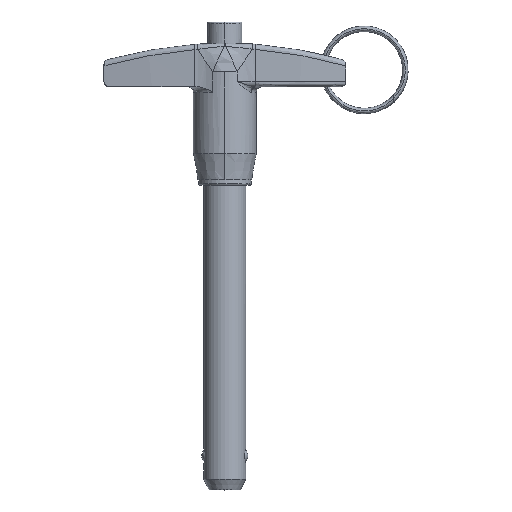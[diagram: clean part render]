
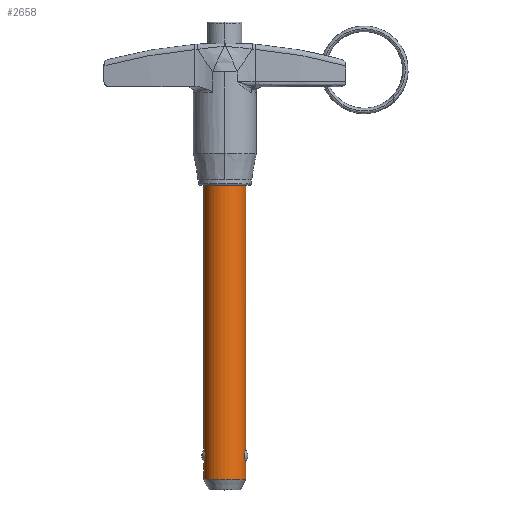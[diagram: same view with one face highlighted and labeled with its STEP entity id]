
A CAD part, top view. The second image highlights one B-rep face of the part: STEP entity #2658.
In plain terms, the highlighted cylindrical face has radius 4 mm (diameter 8 mm), a partial arc.
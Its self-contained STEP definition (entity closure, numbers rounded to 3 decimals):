
#22 = CARTESIAN_POINT ( 'NONE',  ( -61.95, 0., 4. ) ) ;
#170 = CARTESIAN_POINT ( 'NONE',  ( -66.95, 0., 4. ) ) ;
#238 = VERTEX_POINT ( 'NONE', #4087 ) ;
#249 = CARTESIAN_POINT ( 'NONE',  ( -61.797, 0.668, 3.945 ) ) ;
#264 = CARTESIAN_POINT ( 'NONE',  ( -61.75, 0.755, -3.929 ) ) ;
#286 = CARTESIAN_POINT ( 'NONE',  ( -61.91, 0.396, -3.984 ) ) ;
#299 = CARTESIAN_POINT ( 'NONE',  ( -66.95, 0., 4. ) ) ;
#304 = CARTESIAN_POINT ( 'NONE',  ( -58.95, 0., -4. ) ) ;
#306 = CARTESIAN_POINT ( 'NONE',  ( -60.252, 1.5, 3.708 ) ) ;
#332 = VECTOR ( 'NONE', #1642, 1000. ) ;
#337 = B_SPLINE_CURVE_WITH_KNOTS ( 'NONE', 3,
 ( #2598, #1650, #3982, #249, #1257, #3670, #2264, #4270, #4311, #2620, #616, #1277, #3613, #306, #580, #1575, #2657, #4000, #2926, #972, #599, #3633, #1987, #3000 ),
 .UNSPECIFIED., .F., .F.,
 ( 4, 2, 2, 2, 2, 2, 2, 2, 2, 2, 2, 4 ),
 ( 0.005, 0.005, 0.006, 0.006, 0.007, 0.007, 0.007, 0.008, 0.008, 0.009, 0.009, 0.009 ),
 .UNSPECIFIED. ) ;
#344 = EDGE_CURVE ( 'NONE', #372, #238, #3202, .T. ) ;
#355 = VECTOR ( 'NONE', #4072, 1000. ) ;
#372 = VERTEX_POINT ( 'NONE', #3186 ) ;
#411 = AXIS2_PLACEMENT_3D ( 'NONE', #2884, #3212, #2226 ) ;
#551 = LINE ( 'NONE', #299, #332 ) ;
#560 = CARTESIAN_POINT ( 'NONE',  ( -60.35, 1.5, -3.708 ) ) ;
#580 = CARTESIAN_POINT ( 'NONE',  ( -60.053, 1.46, 3.725 ) ) ;
#599 = CARTESIAN_POINT ( 'NONE',  ( -59.103, 0.668, 3.945 ) ) ;
#616 = CARTESIAN_POINT ( 'NONE',  ( -60.842, 1.451, 3.727 ) ) ;
#647 = CARTESIAN_POINT ( 'NONE',  ( -61.95, 0., -4. ) ) ;
#673 = VERTEX_POINT ( 'NONE', #2977 ) ;
#775 = VERTEX_POINT ( 'NONE', #22 ) ;
#793 = CARTESIAN_POINT ( 'NONE',  ( -66.95, 0., 0. ) ) ;
#892 = CARTESIAN_POINT ( 'NONE',  ( -59.141, 0.759, -3.932 ) ) ;
#914 = CARTESIAN_POINT ( 'NONE',  ( -60.548, 1.5, -3.708 ) ) ;
#935 = CARTESIAN_POINT ( 'NONE',  ( -61.118, 1.346, -3.767 ) ) ;
#955 = CARTESIAN_POINT ( 'NONE',  ( -58.95, 0., -4. ) ) ;
#972 = CARTESIAN_POINT ( 'NONE',  ( -59.149, 0.754, 3.929 ) ) ;
#1080 = ORIENTED_EDGE ( 'NONE', *, *, #3015, .T. ) ;
#1118 = VECTOR ( 'NONE', #1121, 1000. ) ;
#1121 = DIRECTION ( 'NONE',  ( -1., 0., 0. ) ) ;
#1141 = FACE_OUTER_BOUND ( 'NONE', #1735, .T. ) ;
#1209 = ORIENTED_EDGE ( 'NONE', *, *, #1641, .T. ) ;
#1257 = CARTESIAN_POINT ( 'NONE',  ( -61.75, 0.755, 3.929 ) ) ;
#1277 = CARTESIAN_POINT ( 'NONE',  ( -60.649, 1.49, 3.712 ) ) ;
#1293 = AXIS2_PLACEMENT_3D ( 'NONE', #2484, #3519, #2786 ) ;
#1372 = LINE ( 'NONE', #2730, #355 ) ;
#1390 = VERTEX_POINT ( 'NONE', #647 ) ;
#1472 = DIRECTION ( 'NONE',  ( -1., 0., 0. ) ) ;
#1575 = CARTESIAN_POINT ( 'NONE',  ( -59.692, 1.309, 3.781 ) ) ;
#1579 = VERTEX_POINT ( 'NONE', #304 ) ;
#1593 = CARTESIAN_POINT ( 'NONE',  ( -59.963, 1.422, -3.739 ) ) ;
#1611 = CARTESIAN_POINT ( 'NONE',  ( -61.58, 0.991, -3.876 ) ) ;
#1631 = CARTESIAN_POINT ( 'NONE',  ( -61.95, 0.197, -4. ) ) ;
#1641 = EDGE_CURVE ( 'NONE', #1390, #238, #2638, .T. ) ;
#1642 = DIRECTION ( 'NONE',  ( -1., 0., 0. ) ) ;
#1650 = CARTESIAN_POINT ( 'NONE',  ( -61.95, 0.197, 4. ) ) ;
#1705 = B_SPLINE_CURVE_WITH_KNOTS ( 'NONE', 3,
 ( #955, #2979, #1932, #3921, #3941, #892, #3274, #2241, #2300, #1593, #3652, #3587, #560, #914, #1912, #2943, #3255, #935, #2283, #1966, #1950, #1611, #3289, #264, #3311, #286, #1631, #4330 ),
 .UNSPECIFIED., .F., .F.,
 ( 4, 2, 2, 2, 2, 2, 2, 2, 2, 2, 2, 2, 2, 4 ),
 ( 0., 0., 0.001, 0.001, 0.002, 0.002, 0.002, 0.003, 0.003, 0.003, 0.004, 0.004, 0.004, 0.005 ),
 .UNSPECIFIED. ) ;
#1722 = EDGE_CURVE ( 'NONE', #3167, #1579, #1372, .T. ) ;
#1735 = EDGE_LOOP ( 'NONE', ( #1080, #3285, #2279, #1209, #2742, #3955, #3389, #3136 ) ) ;
#1912 = CARTESIAN_POINT ( 'NONE',  ( -60.648, 1.49, -3.712 ) ) ;
#1932 = CARTESIAN_POINT ( 'NONE',  ( -58.96, 0.198, -3.996 ) ) ;
#1948 = EDGE_CURVE ( 'NONE', #673, #2773, #551, .T. ) ;
#1950 = CARTESIAN_POINT ( 'NONE',  ( -61.442, 1.129, -3.838 ) ) ;
#1966 = CARTESIAN_POINT ( 'NONE',  ( -61.366, 1.192, -3.819 ) ) ;
#1983 = CARTESIAN_POINT ( 'NONE',  ( -58.95, 0., 4. ) ) ;
#1987 = CARTESIAN_POINT ( 'NONE',  ( -58.95, 0.2, 4. ) ) ;
#2010 = CARTESIAN_POINT ( 'NONE',  ( -8.95, 0., -4. ) ) ;
#2049 = VECTOR ( 'NONE', #4118, 1000. ) ;
#2138 = DIRECTION ( 'NONE',  ( 0., 0., 1. ) ) ;
#2226 = DIRECTION ( 'NONE',  ( 0., 0., 1. ) ) ;
#2241 = CARTESIAN_POINT ( 'NONE',  ( -59.527, 1.198, -3.819 ) ) ;
#2264 = CARTESIAN_POINT ( 'NONE',  ( -61.579, 0.992, 3.876 ) ) ;
#2279 = ORIENTED_EDGE ( 'NONE', *, *, #2436, .T. ) ;
#2283 = CARTESIAN_POINT ( 'NONE',  ( -61.204, 1.3, -3.783 ) ) ;
#2300 = CARTESIAN_POINT ( 'NONE',  ( -59.693, 1.309, -3.78 ) ) ;
#2395 = EDGE_CURVE ( 'NONE', #775, #2773, #337, .T. ) ;
#2436 = EDGE_CURVE ( 'NONE', #1579, #1390, #1705, .T. ) ;
#2484 = CARTESIAN_POINT ( 'NONE',  ( -64.95, 0., 0. ) ) ;
#2598 = CARTESIAN_POINT ( 'NONE',  ( -61.95, 0., 4. ) ) ;
#2605 = EDGE_CURVE ( 'NONE', #775, #372, #4168, .T. ) ;
#2620 = CARTESIAN_POINT ( 'NONE',  ( -60.935, 1.423, 3.739 ) ) ;
#2638 = LINE ( 'NONE', #3371, #2049 ) ;
#2657 = CARTESIAN_POINT ( 'NONE',  ( -59.527, 1.198, 3.819 ) ) ;
#2658 = ADVANCED_FACE ( 'NONE', ( #1141 ), #3130, .T. ) ;
#2678 = AXIS2_PLACEMENT_3D ( 'NONE', #793, #1472, #2138 ) ;
#2730 = CARTESIAN_POINT ( 'NONE',  ( -66.95, 0., -4. ) ) ;
#2742 = ORIENTED_EDGE ( 'NONE', *, *, #344, .F. ) ;
#2773 = VERTEX_POINT ( 'NONE', #1983 ) ;
#2786 = DIRECTION ( 'NONE',  ( 0., 0., 1. ) ) ;
#2884 = CARTESIAN_POINT ( 'NONE',  ( -8.95, 0., 0. ) ) ;
#2926 = CARTESIAN_POINT ( 'NONE',  ( -59.257, 0.915, 3.895 ) ) ;
#2943 = CARTESIAN_POINT ( 'NONE',  ( -60.842, 1.451, -3.727 ) ) ;
#2977 = CARTESIAN_POINT ( 'NONE',  ( -8.95, 0., 4. ) ) ;
#2979 = CARTESIAN_POINT ( 'NONE',  ( -58.95, 0.1, -4. ) ) ;
#3000 = CARTESIAN_POINT ( 'NONE',  ( -58.95, 0., 4. ) ) ;
#3015 = EDGE_CURVE ( 'NONE', #673, #3167, #3667, .T. ) ;
#3130 = CYLINDRICAL_SURFACE ( 'NONE', #2678, 4. ) ;
#3136 = ORIENTED_EDGE ( 'NONE', *, *, #1948, .F. ) ;
#3167 = VERTEX_POINT ( 'NONE', #2010 ) ;
#3186 = CARTESIAN_POINT ( 'NONE',  ( -64.95, 0., 4. ) ) ;
#3202 = CIRCLE ( 'NONE', #1293, 4. ) ;
#3212 = DIRECTION ( 'NONE',  ( -1., 0., 0. ) ) ;
#3255 = CARTESIAN_POINT ( 'NONE',  ( -60.936, 1.423, -3.739 ) ) ;
#3274 = CARTESIAN_POINT ( 'NONE',  ( -59.253, 0.924, -3.894 ) ) ;
#3285 = ORIENTED_EDGE ( 'NONE', *, *, #1722, .T. ) ;
#3289 = CARTESIAN_POINT ( 'NONE',  ( -61.641, 0.917, -3.894 ) ) ;
#3311 = CARTESIAN_POINT ( 'NONE',  ( -61.797, 0.667, -3.945 ) ) ;
#3371 = CARTESIAN_POINT ( 'NONE',  ( -66.95, 0., -4. ) ) ;
#3389 = ORIENTED_EDGE ( 'NONE', *, *, #2395, .T. ) ;
#3519 = DIRECTION ( 'NONE',  ( -1., 0., 0. ) ) ;
#3587 = CARTESIAN_POINT ( 'NONE',  ( -60.252, 1.49, -3.712 ) ) ;
#3613 = CARTESIAN_POINT ( 'NONE',  ( -60.548, 1.5, 3.708 ) ) ;
#3633 = CARTESIAN_POINT ( 'NONE',  ( -58.989, 0.394, 3.985 ) ) ;
#3652 = CARTESIAN_POINT ( 'NONE',  ( -60.058, 1.451, -3.727 ) ) ;
#3667 = CIRCLE ( 'NONE', #411, 4. ) ;
#3670 = CARTESIAN_POINT ( 'NONE',  ( -61.641, 0.917, 3.894 ) ) ;
#3921 = CARTESIAN_POINT ( 'NONE',  ( -58.999, 0.391, -3.982 ) ) ;
#3941 = CARTESIAN_POINT ( 'NONE',  ( -59.028, 0.487, -3.971 ) ) ;
#3955 = ORIENTED_EDGE ( 'NONE', *, *, #2605, .F. ) ;
#3982 = CARTESIAN_POINT ( 'NONE',  ( -61.91, 0.396, 3.985 ) ) ;
#4000 = CARTESIAN_POINT ( 'NONE',  ( -59.32, 0.992, 3.876 ) ) ;
#4072 = DIRECTION ( 'NONE',  ( -1., 0., 0. ) ) ;
#4087 = CARTESIAN_POINT ( 'NONE',  ( -64.95, 0., -4. ) ) ;
#4118 = DIRECTION ( 'NONE',  ( -1., 0., 0. ) ) ;
#4168 = LINE ( 'NONE', #170, #1118 ) ;
#4270 = CARTESIAN_POINT ( 'NONE',  ( -61.371, 1.2, 3.818 ) ) ;
#4311 = CARTESIAN_POINT ( 'NONE',  ( -61.208, 1.309, 3.78 ) ) ;
#4330 = CARTESIAN_POINT ( 'NONE',  ( -61.95, 0., -4. ) ) ;
